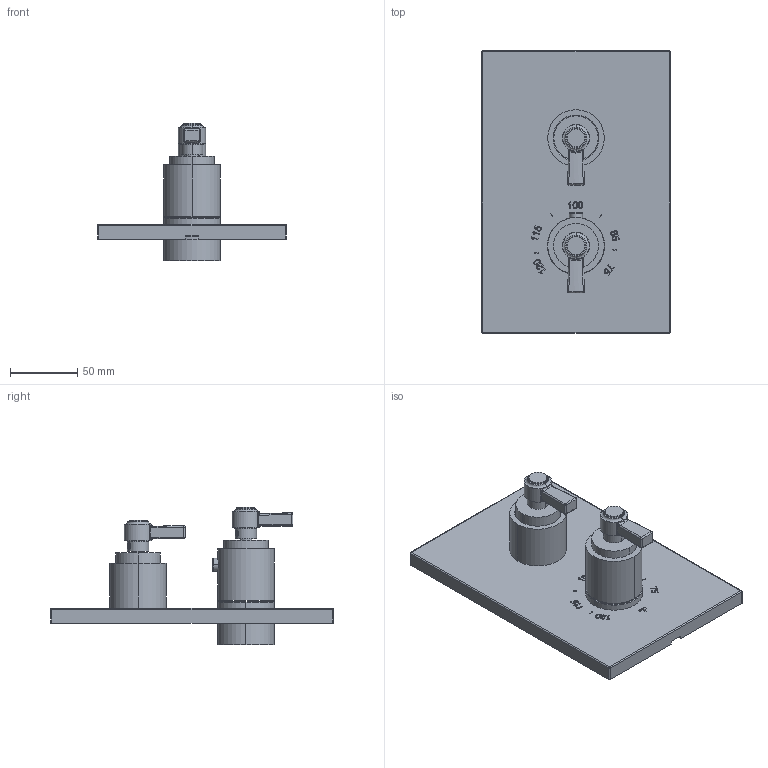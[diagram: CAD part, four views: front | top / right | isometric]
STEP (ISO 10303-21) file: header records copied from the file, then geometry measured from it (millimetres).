
FILE_DESCRIPTION((''),'2;1');
FILE_NAME('3-1623TS_ASM','2016-04-01T',('rsmith'),(''),'PRO/ENGINEER BY PARAMETRIC TECHNOLOGY CORPORATION, 2013150','PRO/ENGINEER BY PARAMETRIC TECHNOLOGY CORPORATION, 2013150','');
FILE_SCHEMA(('CONFIG_CONTROL_DESIGN'));
Length unit declared in the file: inch
Products named in the file (22): 12349_AF2; H-78_2_FEET_AF8; 91678; 2-999_AF2_ASM; 12368; 91249; 91080; 2-996_ASM; 91308; 12348; 12345_AF8; 12354; 12353; 92137; 91246; 92849; 2-998_ASM; 92113; 11121; 92000; 2-442_ASM; 3-1623TS_ASM
Assembly tree (24 placements, depth 3):
  3-1623TS_ASM
    2-999_AF2_ASM
      12349_AF2
      H-78_2_FEET_AF8
      91678
    2-996_ASM
      12368
      91249
      91080
    91308
    12348
    12345_AF8
    2-998_ASM
      12354
      12353
      92137
      91246
      92849
    92113  x2
    2-442_ASM  x2
      11121
      92000
Bounding box: 139.7 x 209.55 x 101.87 mm (x, y, z)
Volume: 161600.8 mm3; surface area: 227816.1 mm2
Topology: 22 solids, 31 shells, 2375 faces, 6165 edges, 3941 vertices
Faces by surface type: plane 873, cylinder 633, extrusion 358, bspline 272, cone 137, torus 66, sphere 32, revolution 4
Entity records: 85551 total; most frequent: CARTESIAN_POINT 41816, ORIENTED_EDGE 9772, DIRECTION 7378, EDGE_CURVE 4902, VERTEX_POINT 3149, VECTOR 2508, AXIS2_PLACEMENT_3D 2433, LINE 2150
